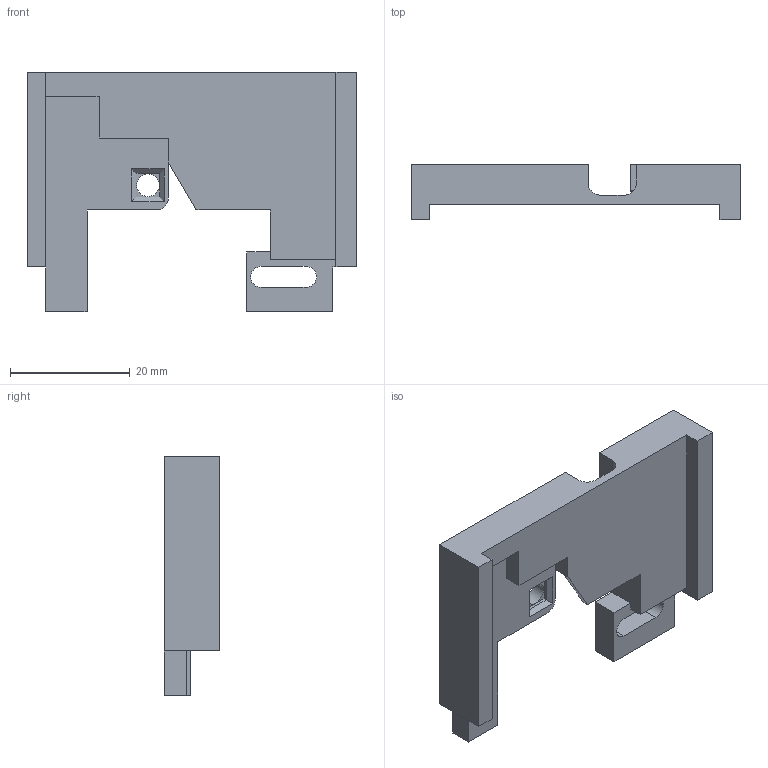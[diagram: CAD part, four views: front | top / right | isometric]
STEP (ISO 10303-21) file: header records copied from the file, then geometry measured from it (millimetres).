
FILE_DESCRIPTION(/* description */ (''),/* implementation_level */ '2;1');
FILE_NAME(/* name */ 'constraints_headstage_bottom_mk1.stp',/* time_stamp */ '2022-12-10T13:37:38+01:00',/* author */ ('Rik Ubaghs'),/* organization */ (''),/* preprocessor_version */ 'ST-DEVELOPER v18.1',/* originating_system */ 'Autodesk Inventor 2021',/* authorisation */ '');
FILE_SCHEMA (('AUTOMOTIVE_DESIGN { 1 0 10303 214 3 1 1 }'));
Length unit declared in the file: millimetre
Products named in the file (1): constraints_headstage_bottom_mk1
Bounding box: 55 x 9.22 x 40 mm (x, y, z)
Volume: 7570.7 mm3; surface area: 5678.3 mm2
Topology: 1 solids, 1 shells, 76 faces, 204 edges, 134 vertices
Faces by surface type: plane 70, cylinder 6
Full cylindrical faces by diameter (mm): 3.8 x1
Entity records: 2467 total; most frequent: CARTESIAN_POINT 415, ORIENTED_EDGE 408, DIRECTION 371, EDGE_CURVE 204, LINE 191, VECTOR 191, VERTEX_POINT 134, AXIS2_PLACEMENT_3D 90
